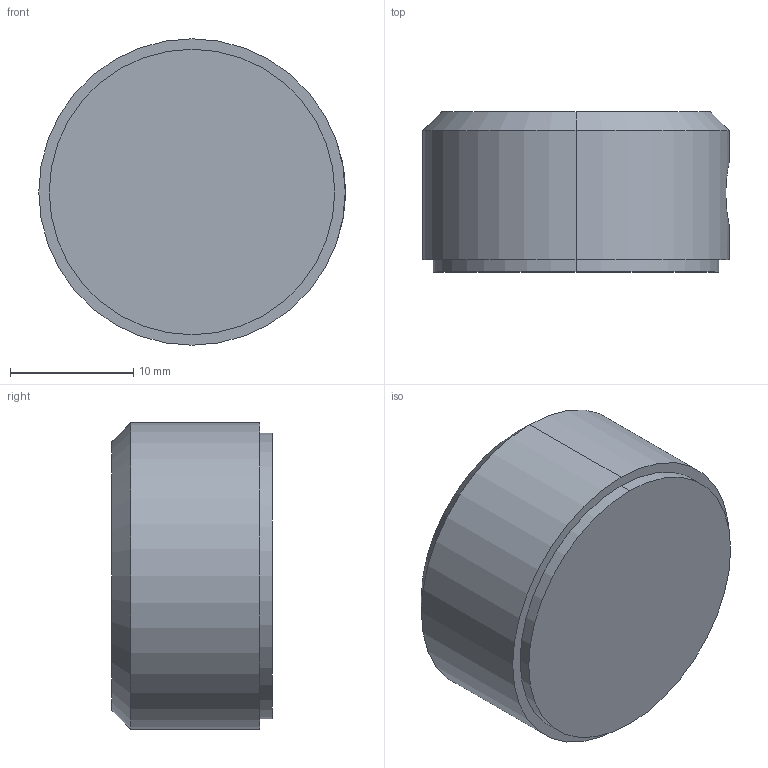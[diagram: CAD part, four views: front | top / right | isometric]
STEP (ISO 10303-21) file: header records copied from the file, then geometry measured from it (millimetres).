
FILE_DESCRIPTION (( 'STEP AP203' ), '1' );
FILE_NAME ('SE_01_2_0017.STEP', '2020-10-21T10:53:48', ( '' ), ( '' ), 'SwSTEP 2.0', 'SolidWorks 2017', '' );
FILE_SCHEMA (( 'CONFIG_CONTROL_DESIGN' ));
Length unit declared in the file: inch
Products named in the file (1): SE_01_2_0017
Bounding box: 24.89 x 13.01 x 24.89 mm (x, y, z)
Volume: 5627.8 mm3; surface area: 2077.5 mm2
Topology: 1 solids, 1 shells, 21 faces, 44 edges, 27 vertices
Faces by surface type: cylinder 10, plane 5, cone 4, sphere 2
Entity records: 691 total; most frequent: CARTESIAN_POINT 149, DIRECTION 110, ORIENTED_EDGE 84, AXIS2_PLACEMENT_3D 48, EDGE_CURVE 42, VERTEX_POINT 27, CIRCLE 26, EDGE_LOOP 25
